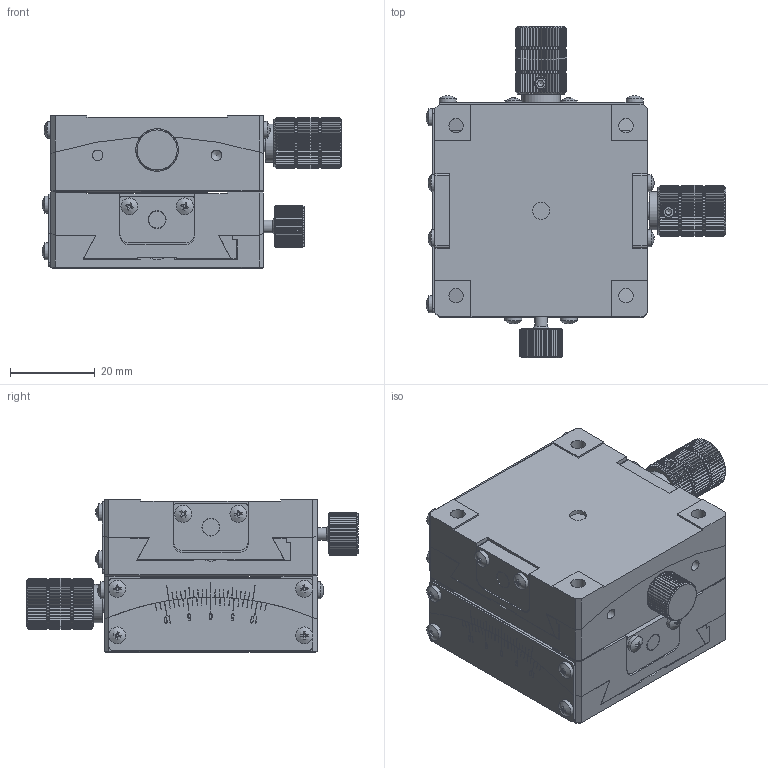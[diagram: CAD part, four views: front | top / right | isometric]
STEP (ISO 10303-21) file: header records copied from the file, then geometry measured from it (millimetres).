
FILE_DESCRIPTION (( 'STEP AP203' ), '1' );
FILE_NAME ('528957.STEP', '2024-11-12T06:38:31', ( 'Windows User' ), ( 'P R C' ), 'SwSTEP 2.0', 'SolidWorks 2020', '' );
FILE_SCHEMA (( 'CONFIG_CONTROL_DESIGN' ));
Length unit declared in the file: millimetre
Products named in the file (1): 528957
Bounding box: 70.58 x 78.14 x 36 mm (x, y, z)
Volume: 86316.5 mm3; surface area: 51489.4 mm2
Topology: 40 solids, 40 shells, 3353 faces, 8789 edges, 5588 vertices
Faces by surface type: plane 1825, cylinder 910, cone 450, bspline 168
Full cylindrical faces by diameter (mm): 1.6 x16, 2 x16, 2.3 x8, 2.5 x28, 3 x4, 3.4 x8, 4 x28, 4.2 x4, 5.5 x4, 6 x12, 7.5 x8, 9 x8, 10 x2, 10.8 x3
Entity records: 113856 total; most frequent: CARTESIAN_POINT 34425, ORIENTED_EDGE 17012, DIRECTION 15650, EDGE_CURVE 8506, AXIS2_PLACEMENT_3D 5540, VERTEX_POINT 5508, VECTOR 4570, LINE 4570
